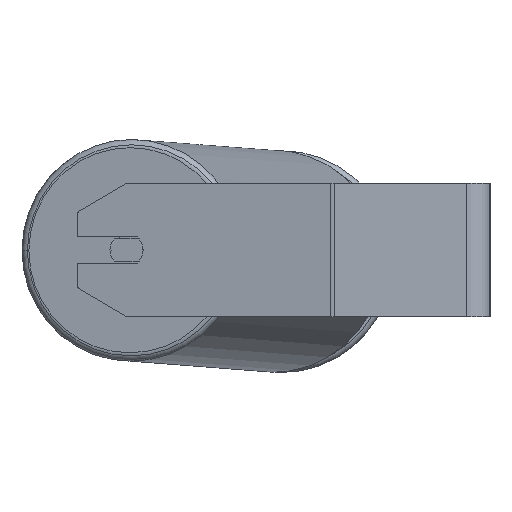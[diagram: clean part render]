
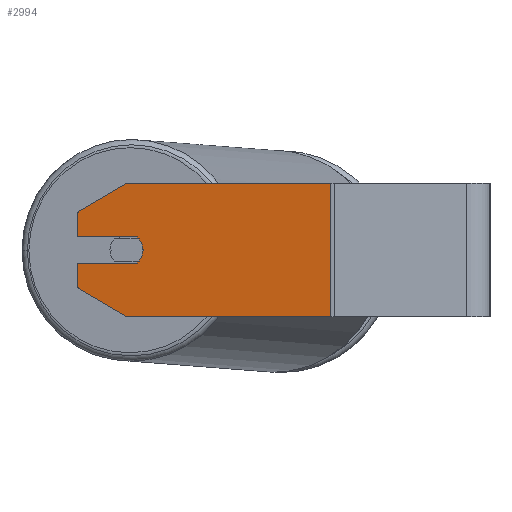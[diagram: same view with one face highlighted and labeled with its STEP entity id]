
A CAD part, left-side view. The second image highlights one B-rep face of the part: STEP entity #2994.
In plain terms, the highlighted planar face has unit normal (-0.985, 0.174, 0).
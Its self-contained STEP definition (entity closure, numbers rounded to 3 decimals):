
#34 = EDGE_CURVE ( 'NONE', #6449, #2975, #6226, .T. ) ;
#41 = ORIENTED_EDGE ( 'NONE', *, *, #7548, .F. ) ;
#126 = LINE ( 'NONE', #4882, #4403 ) ;
#133 = DIRECTION ( 'NONE',  ( 0.174, 0.985, 0. ) ) ;
#168 = ORIENTED_EDGE ( 'NONE', *, *, #4402, .F. ) ;
#177 = ORIENTED_EDGE ( 'NONE', *, *, #7063, .T. ) ;
#186 = LINE ( 'NONE', #5410, #5538 ) ;
#281 = DIRECTION ( 'NONE',  ( 0.15, 0.853, -0.5 ) ) ;
#286 = CIRCLE ( 'NONE', #974, 10. ) ;
#303 = VERTEX_POINT ( 'NONE', #1820 ) ;
#501 = CARTESIAN_POINT ( 'NONE',  ( -782.994, 247.612, 40. ) ) ;
#606 = CARTESIAN_POINT ( 'NONE',  ( -782.994, 247.612, 40. ) ) ;
#766 = CARTESIAN_POINT ( 'NONE',  ( -788.203, 218.068, 0. ) ) ;
#772 = ORIENTED_EDGE ( 'NONE', *, *, #5436, .T. ) ;
#818 = CARTESIAN_POINT ( 'NONE',  ( -782.994, 247.612, 40. ) ) ;
#974 = AXIS2_PLACEMENT_3D ( 'NONE', #766, #8121, #2774 ) ;
#1052 = VERTEX_POINT ( 'NONE', #4267 ) ;
#1213 = EDGE_CURVE ( 'NONE', #5781, #303, #286, .T. ) ;
#1232 = VERTEX_POINT ( 'NONE', #4172 ) ;
#1532 = DIRECTION ( 'NONE',  ( -0.174, -0.985, 0. ) ) ;
#1676 = CARTESIAN_POINT ( 'NONE',  ( -788.203, 218.068, 40. ) ) ;
#1804 = VERTEX_POINT ( 'NONE', #5614 ) ;
#1820 = CARTESIAN_POINT ( 'NONE',  ( -789.94, 208.22, 0. ) ) ;
#1858 = VERTEX_POINT ( 'NONE', #8563 ) ;
#1934 = ORIENTED_EDGE ( 'NONE', *, *, #34, .F. ) ;
#2006 = VERTEX_POINT ( 'NONE', #8700 ) ;
#2009 = DIRECTION ( 'NONE',  ( 0., 0., -1. ) ) ;
#2027 = DIRECTION ( 'NONE',  ( -0.174, -0.985, 0. ) ) ;
#2074 = DIRECTION ( 'NONE',  ( -0.15, -0.853, -0.5 ) ) ;
#2123 = VECTOR ( 'NONE', #2074, 1000. ) ;
#2135 = VECTOR ( 'NONE', #2009, 1000. ) ;
#2148 = ORIENTED_EDGE ( 'NONE', *, *, #7438, .F. ) ;
#2606 = LINE ( 'NONE', #8026, #5546 ) ;
#2729 = CARTESIAN_POINT ( 'NONE',  ( -809.787, 95.66, 40. ) ) ;
#2765 = CARTESIAN_POINT ( 'NONE',  ( -782.994, 247.612, 40. ) ) ;
#2774 = DIRECTION ( 'NONE',  ( -0.174, -0.985, 0. ) ) ;
#2810 = CIRCLE ( 'NONE', #4828, 10. ) ;
#2975 = VERTEX_POINT ( 'NONE', #2729 ) ;
#2994 = ADVANCED_FACE ( 'NONE', ( #3473 ), #8150, .F. ) ;
#3048 = EDGE_CURVE ( 'NONE', #1858, #7318, #186, .T. ) ;
#3294 = ORIENTED_EDGE ( 'NONE', *, *, #5091, .T. ) ;
#3401 = EDGE_CURVE ( 'NONE', #303, #1804, #2810, .T. ) ;
#3473 = FACE_OUTER_BOUND ( 'NONE', #7781, .T. ) ;
#3631 = ORIENTED_EDGE ( 'NONE', *, *, #1213, .F. ) ;
#3672 = VECTOR ( 'NONE', #6695, 1000. ) ;
#3932 = DIRECTION ( 'NONE',  ( -0.174, -0.985, 0. ) ) ;
#3980 = CARTESIAN_POINT ( 'NONE',  ( -789.245, 212.159, 8. ) ) ;
#4167 = CARTESIAN_POINT ( 'NONE',  ( -788.203, 218.068, -40. ) ) ;
#4172 = CARTESIAN_POINT ( 'NONE',  ( -782.994, 247.612, -8. ) ) ;
#4267 = CARTESIAN_POINT ( 'NONE',  ( -782.994, 247.612, -22.679 ) ) ;
#4402 = EDGE_CURVE ( 'NONE', #2975, #7318, #2606, .T. ) ;
#4403 = VECTOR ( 'NONE', #1532, 1000. ) ;
#4407 = CARTESIAN_POINT ( 'NONE',  ( -782.994, 247.612, 8. ) ) ;
#4647 = VECTOR ( 'NONE', #5565, 1000. ) ;
#4677 = EDGE_CURVE ( 'NONE', #1232, #1052, #8042, .T. ) ;
#4828 = AXIS2_PLACEMENT_3D ( 'NONE', #5230, #8719, #3932 ) ;
#4882 = CARTESIAN_POINT ( 'NONE',  ( -789.245, 212.159, -8. ) ) ;
#4920 = VECTOR ( 'NONE', #281, 1000. ) ;
#5091 = EDGE_CURVE ( 'NONE', #2006, #6462, #7249, .T. ) ;
#5155 = DIRECTION ( 'NONE',  ( 0., 0., -1. ) ) ;
#5230 = CARTESIAN_POINT ( 'NONE',  ( -788.203, 218.068, 0. ) ) ;
#5410 = CARTESIAN_POINT ( 'NONE',  ( -782.994, 247.612, -40. ) ) ;
#5436 = EDGE_CURVE ( 'NONE', #1052, #1858, #8155, .T. ) ;
#5538 = VECTOR ( 'NONE', #2027, 1000. ) ;
#5546 = VECTOR ( 'NONE', #5155, 1000. ) ;
#5552 = VECTOR ( 'NONE', #7292, 1000. ) ;
#5565 = DIRECTION ( 'NONE',  ( -0.174, -0.985, 0. ) ) ;
#5614 = CARTESIAN_POINT ( 'NONE',  ( -789.245, 212.159, 8. ) ) ;
#5781 = VERTEX_POINT ( 'NONE', #6825 ) ;
#6126 = DIRECTION ( 'NONE',  ( 0.985, -0.174, 0. ) ) ;
#6226 = LINE ( 'NONE', #818, #4647 ) ;
#6294 = ORIENTED_EDGE ( 'NONE', *, *, #3048, .T. ) ;
#6449 = VERTEX_POINT ( 'NONE', #1676 ) ;
#6462 = VERTEX_POINT ( 'NONE', #4407 ) ;
#6464 = CARTESIAN_POINT ( 'NONE',  ( -809.787, 95.66, -40. ) ) ;
#6695 = DIRECTION ( 'NONE',  ( 0.174, 0.985, 0. ) ) ;
#6825 = CARTESIAN_POINT ( 'NONE',  ( -789.245, 212.159, -8. ) ) ;
#6968 = CARTESIAN_POINT ( 'NONE',  ( -782.994, 247.612, 22.679 ) ) ;
#7036 = ORIENTED_EDGE ( 'NONE', *, *, #4677, .T. ) ;
#7063 = EDGE_CURVE ( 'NONE', #6449, #2006, #7107, .T. ) ;
#7107 = LINE ( 'NONE', #6968, #4920 ) ;
#7249 = LINE ( 'NONE', #501, #5552 ) ;
#7292 = DIRECTION ( 'NONE',  ( 0., 0., -1. ) ) ;
#7318 = VERTEX_POINT ( 'NONE', #6464 ) ;
#7321 = ORIENTED_EDGE ( 'NONE', *, *, #3401, .F. ) ;
#7355 = LINE ( 'NONE', #3980, #3672 ) ;
#7438 = EDGE_CURVE ( 'NONE', #1804, #6462, #7355, .T. ) ;
#7526 = AXIS2_PLACEMENT_3D ( 'NONE', #2765, #6126, #133 ) ;
#7548 = EDGE_CURVE ( 'NONE', #1232, #5781, #126, .T. ) ;
#7781 = EDGE_LOOP ( 'NONE', ( #3631, #41, #7036, #772, #6294, #168, #1934, #177, #3294, #2148, #7321 ) ) ;
#8026 = CARTESIAN_POINT ( 'NONE',  ( -809.787, 95.66, 40. ) ) ;
#8042 = LINE ( 'NONE', #606, #2135 ) ;
#8121 = DIRECTION ( 'NONE',  ( -0.985, 0.174, 0. ) ) ;
#8150 = PLANE ( 'NONE',  #7526 ) ;
#8155 = LINE ( 'NONE', #4167, #2123 ) ;
#8563 = CARTESIAN_POINT ( 'NONE',  ( -788.203, 218.068, -40. ) ) ;
#8700 = CARTESIAN_POINT ( 'NONE',  ( -782.994, 247.612, 22.679 ) ) ;
#8719 = DIRECTION ( 'NONE',  ( -0.985, 0.174, 0. ) ) ;
